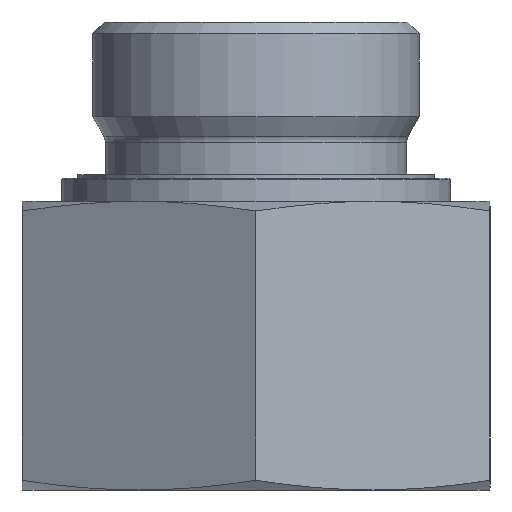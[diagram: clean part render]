
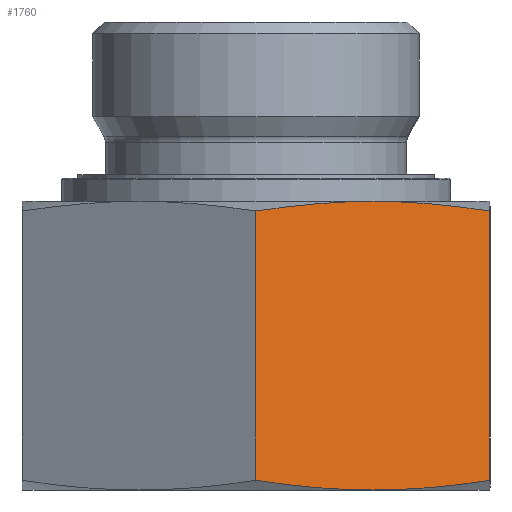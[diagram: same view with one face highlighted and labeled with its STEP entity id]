
A CAD part, front view. The second image highlights one B-rep face of the part: STEP entity #1760.
In plain terms, the highlighted planar face has unit normal (0.5, -0.866, 0).
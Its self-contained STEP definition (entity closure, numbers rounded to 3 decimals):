
#281=CARTESIAN_POINT('',(0.,-34.641,1.136));
#282=VERTEX_POINT('',#281);
#283=CARTESIAN_POINT('',(0.351,-34.438,1.19));
#284=VERTEX_POINT('',#283);
#285=CARTESIAN_POINT('',(0.,-34.641,1.136));
#286=CARTESIAN_POINT('',(0.176,-34.539,1.163));
#287=CARTESIAN_POINT('',(0.351,-34.438,1.19));
#295=(BOUNDED_CURVE()B_SPLINE_CURVE(2,(#285,#286,#287),.UNSPECIFIED.,.F.,.U.)B_SPLINE_CURVE_WITH_KNOTS((3,3),(0.747,0.791),.UNSPECIFIED.)CURVE()GEOMETRIC_REPRESENTATION_ITEM()RATIONAL_B_SPLINE_CURVE((1.001,1.,1.0))REPRESENTATION_ITEM(''));
#296=EDGE_CURVE('',#282,#284,#295,.T.);
#328=CARTESIAN_POINT('',(30.,-17.321,1.136));
#329=VERTEX_POINT('',#328);
#345=CARTESIAN_POINT('',(29.649,-17.523,1.19));
#346=VERTEX_POINT('',#345);
#347=CARTESIAN_POINT('',(29.649,-17.523,1.19));
#348=CARTESIAN_POINT('',(29.824,-17.422,1.163));
#349=CARTESIAN_POINT('',(30.,-17.321,1.136));
#357=(BOUNDED_CURVE()B_SPLINE_CURVE(2,(#347,#348,#349),.UNSPECIFIED.,.F.,.U.)B_SPLINE_CURVE_WITH_KNOTS((3,3),(0.0,0.043),.UNSPECIFIED.)CURVE()GEOMETRIC_REPRESENTATION_ITEM()RATIONAL_B_SPLINE_CURVE((1.0,1.,1.001))REPRESENTATION_ITEM(''));
#358=EDGE_CURVE('',#346,#329,#357,.T.);
#422=CARTESIAN_POINT('',(15.,-25.981,0.));
#423=VERTEX_POINT('',#422);
#424=CARTESIAN_POINT('',(0.351,-34.438,1.19));
#425=CARTESIAN_POINT('',(8.18,-29.918,0.));
#426=CARTESIAN_POINT('',(15.,-25.981,0.));
#434=(BOUNDED_CURVE()B_SPLINE_CURVE(2,(#424,#425,#426),.UNSPECIFIED.,.F.,.U.)B_SPLINE_CURVE_WITH_KNOTS((3,3),(0.0,1.697),.UNSPECIFIED.)CURVE()GEOMETRIC_REPRESENTATION_ITEM()RATIONAL_B_SPLINE_CURVE((1.0,1.036,1.0))REPRESENTATION_ITEM(''));
#435=EDGE_CURVE('',#284,#423,#434,.T.);
#484=CARTESIAN_POINT('',(15.,-25.981,0.));
#485=CARTESIAN_POINT('',(21.82,-22.043,0.));
#486=CARTESIAN_POINT('',(29.649,-17.523,1.19));
#494=(BOUNDED_CURVE()B_SPLINE_CURVE(2,(#484,#485,#486),.UNSPECIFIED.,.F.,.U.)B_SPLINE_CURVE_WITH_KNOTS((3,3),(1.697,3.393),.UNSPECIFIED.)CURVE()GEOMETRIC_REPRESENTATION_ITEM()RATIONAL_B_SPLINE_CURVE((1.0,1.036,1.0))REPRESENTATION_ITEM(''));
#495=EDGE_CURVE('',#423,#346,#494,.T.);
#743=CARTESIAN_POINT('',(30.,-17.321,35.864));
#744=VERTEX_POINT('',#743);
#758=CARTESIAN_POINT('',(30.,-17.321,1.136));
#759=DIRECTION('',(0.0,0.0,1.0));
#760=VECTOR('',#759,34.728);
#761=LINE('',#758,#760);
#762=EDGE_CURVE('',#329,#744,#761,.T.);
#1181=CARTESIAN_POINT('',(29.649,-17.523,35.81));
#1182=VERTEX_POINT('',#1181);
#1190=CARTESIAN_POINT('',(30.,-17.321,35.864));
#1191=CARTESIAN_POINT('',(29.824,-17.422,35.837));
#1192=CARTESIAN_POINT('',(29.649,-17.523,35.81));
#1200=(BOUNDED_CURVE()B_SPLINE_CURVE(2,(#1190,#1191,#1192),.UNSPECIFIED.,.F.,.U.)B_SPLINE_CURVE_WITH_KNOTS((3,3),(0.747,0.791),.UNSPECIFIED.)CURVE()GEOMETRIC_REPRESENTATION_ITEM()RATIONAL_B_SPLINE_CURVE((1.001,1.,1.0))REPRESENTATION_ITEM(''));
#1201=EDGE_CURVE('',#744,#1182,#1200,.T.);
#1211=CARTESIAN_POINT('',(0.,-34.641,35.864));
#1212=VERTEX_POINT('',#1211);
#1228=CARTESIAN_POINT('',(0.351,-34.438,35.81));
#1229=VERTEX_POINT('',#1228);
#1230=CARTESIAN_POINT('',(0.351,-34.438,35.81));
#1231=CARTESIAN_POINT('',(0.176,-34.539,35.837));
#1232=CARTESIAN_POINT('',(0.,-34.641,35.864));
#1240=(BOUNDED_CURVE()B_SPLINE_CURVE(2,(#1230,#1231,#1232),.UNSPECIFIED.,.F.,.U.)B_SPLINE_CURVE_WITH_KNOTS((3,3),(0.0,0.043),.UNSPECIFIED.)CURVE()GEOMETRIC_REPRESENTATION_ITEM()RATIONAL_B_SPLINE_CURVE((1.0,1.,1.001))REPRESENTATION_ITEM(''));
#1241=EDGE_CURVE('',#1229,#1212,#1240,.T.);
#1322=CARTESIAN_POINT('',(15.,-25.981,37.0));
#1323=VERTEX_POINT('',#1322);
#1324=CARTESIAN_POINT('',(15.,-25.981,37.0));
#1325=CARTESIAN_POINT('',(8.18,-29.918,37.));
#1326=CARTESIAN_POINT('',(0.351,-34.438,35.81));
#1334=(BOUNDED_CURVE()B_SPLINE_CURVE(2,(#1324,#1325,#1326),.UNSPECIFIED.,.F.,.U.)B_SPLINE_CURVE_WITH_KNOTS((3,3),(1.697,3.393),.UNSPECIFIED.)CURVE()GEOMETRIC_REPRESENTATION_ITEM()RATIONAL_B_SPLINE_CURVE((1.0,1.036,1.0))REPRESENTATION_ITEM(''));
#1335=EDGE_CURVE('',#1323,#1229,#1334,.T.);
#1390=CARTESIAN_POINT('',(29.649,-17.523,35.81));
#1391=CARTESIAN_POINT('',(21.82,-22.043,37.));
#1392=CARTESIAN_POINT('',(15.,-25.981,37.0));
#1400=(BOUNDED_CURVE()B_SPLINE_CURVE(2,(#1390,#1391,#1392),.UNSPECIFIED.,.F.,.U.)B_SPLINE_CURVE_WITH_KNOTS((3,3),(0.0,1.697),.UNSPECIFIED.)CURVE()GEOMETRIC_REPRESENTATION_ITEM()RATIONAL_B_SPLINE_CURVE((1.0,1.036,1.0))REPRESENTATION_ITEM(''));
#1401=EDGE_CURVE('',#1182,#1323,#1400,.T.);
#1738=CARTESIAN_POINT('',(30.,-17.321,0.0));
#1739=DIRECTION('',(0.5,-0.866,0.0));
#1740=DIRECTION('',(0.0,0.0,-1.0));
#1741=AXIS2_PLACEMENT_3D('',#1738,#1739,#1740);
#1742=PLANE('',#1741);
#1743=ORIENTED_EDGE('',*,*,#358,.T.);
#1744=ORIENTED_EDGE('',*,*,#762,.T.);
#1745=ORIENTED_EDGE('',*,*,#1201,.T.);
#1746=ORIENTED_EDGE('',*,*,#1401,.T.);
#1747=ORIENTED_EDGE('',*,*,#1335,.T.);
#1748=ORIENTED_EDGE('',*,*,#1241,.T.);
#1749=CARTESIAN_POINT('',(0.,-34.641,1.136));
#1750=DIRECTION('',(0.0,0.0,1.0));
#1751=VECTOR('',#1750,34.728);
#1752=LINE('',#1749,#1751);
#1753=EDGE_CURVE('',#282,#1212,#1752,.T.);
#1754=ORIENTED_EDGE('',*,*,#1753,.F.);
#1755=ORIENTED_EDGE('',*,*,#296,.T.);
#1756=ORIENTED_EDGE('',*,*,#435,.T.);
#1757=ORIENTED_EDGE('',*,*,#495,.T.);
#1758=EDGE_LOOP('',(#1743,#1744,#1745,#1746,#1747,#1748,#1754,#1755,#1756,#1757));
#1759=FACE_OUTER_BOUND('',#1758,.T.);
#1760=ADVANCED_FACE('',(#1759),#1742,.T.);
